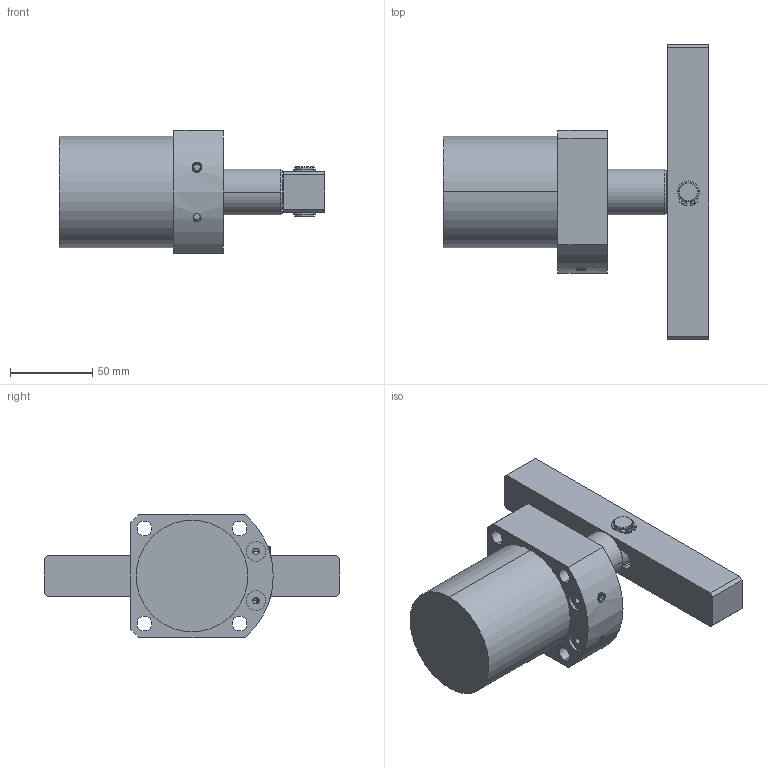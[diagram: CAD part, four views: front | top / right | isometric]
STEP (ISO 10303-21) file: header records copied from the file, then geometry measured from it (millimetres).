
FILE_DESCRIPTION (( 'STEP AP203' ), '1' );
FILE_NAME ('chs-fam50d_asm.STEP', '2019-04-24T11:09:51', ( '' ), ( '' ), 'SwSTEP 2.0', 'SolidWorks 2017', '' );
FILE_SCHEMA (( 'CONFIG_CONTROL_DESIGN' ));
Length unit declared in the file: millimetre
Products named in the file (7): M6_1; 轴用挡圈; chs-fam50d_asm; CHS-50DHSG_2; CHS-50DYB_3; 种; CHS-FAM50BT_1
Assembly tree (10 placements, depth 2):
  chs-fam50d_asm
    CHS-FAM50BT_1
    CHS-50DHSG_2
    M6_1  x4
    CHS-50DYB_3
    轴用挡圈  x2
    种
Bounding box: 162 x 180 x 75 mm (x, y, z)
Volume: 491672.6 mm3; surface area: 92748 mm2
Topology: 10 solids, 10 shells, 309 faces, 817 edges, 543 vertices
Faces by surface type: cylinder 162, plane 95, cone 28, bspline 24
Entity records: 9721 total; most frequent: CARTESIAN_POINT 4362, DIRECTION 952, ORIENTED_EDGE 938, EDGE_CURVE 469, AXIS2_PLACEMENT_3D 380, VERTEX_POINT 310, EDGE_LOOP 227, LINE 192
